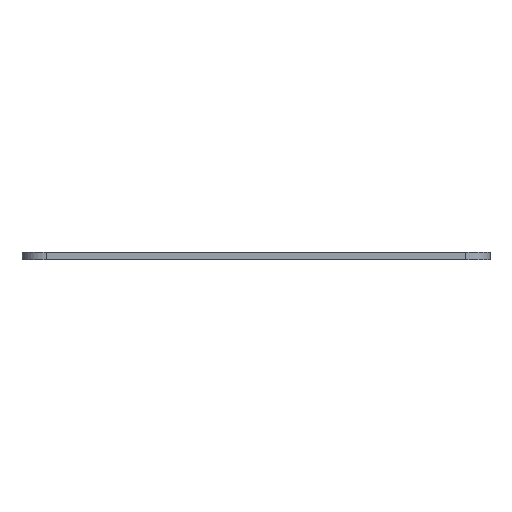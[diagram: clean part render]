
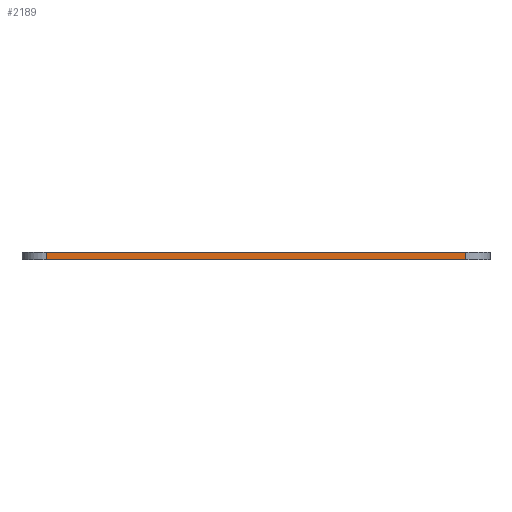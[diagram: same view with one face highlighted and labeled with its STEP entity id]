
A CAD part, front view. The second image highlights one B-rep face of the part: STEP entity #2189.
In plain terms, the highlighted planar face has unit normal (0, -1, 0).
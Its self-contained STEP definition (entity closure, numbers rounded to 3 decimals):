
#61=PLANE('',#2377);
#117=FACE_OUTER_BOUND('',#247,.T.);
#247=EDGE_LOOP('',(#1589,#1590,#1591,#1592));
#379=LINE('',#3247,#593);
#429=LINE('',#3461,#643);
#431=LINE('',#3465,#645);
#432=LINE('',#3466,#646);
#593=VECTOR('',#2567,10.);
#643=VECTOR('',#2733,10.);
#645=VECTOR('',#2737,10.);
#646=VECTOR('',#2738,10.);
#924=VERTEX_POINT('',#3244);
#925=VERTEX_POINT('',#3246);
#1031=VERTEX_POINT('',#3459);
#1032=VERTEX_POINT('',#3464);
#1146=EDGE_CURVE('',#924,#925,#379,.T.);
#1253=EDGE_CURVE('',#1031,#924,#429,.T.);
#1255=EDGE_CURVE('',#1032,#1031,#431,.T.);
#1256=EDGE_CURVE('',#925,#1032,#432,.T.);
#1589=ORIENTED_EDGE('',*,*,#1253,.F.);
#1590=ORIENTED_EDGE('',*,*,#1255,.F.);
#1591=ORIENTED_EDGE('',*,*,#1256,.F.);
#1592=ORIENTED_EDGE('',*,*,#1146,.F.);
#2189=ADVANCED_FACE('',(#117),#61,.T.);
#2377=AXIS2_PLACEMENT_3D('',#3463,#2735,#2736);
#2567=DIRECTION('',(-1.,0.,0.));
#2733=DIRECTION('',(0.,0.,-1.));
#2735=DIRECTION('center_axis',(0.,-1.,0.));
#2736=DIRECTION('ref_axis',(1.,0.,0.));
#2737=DIRECTION('',(1.,0.,0.));
#2738=DIRECTION('',(0.,0.,1.));
#3244=CARTESIAN_POINT('',(81.582,-67.65,0.));
#3246=CARTESIAN_POINT('',(-5.382,-67.65,0.));
#3247=CARTESIAN_POINT('',(86.582,-67.65,0.));
#3459=CARTESIAN_POINT('',(81.582,-67.65,1.5));
#3461=CARTESIAN_POINT('',(81.582,-67.65,0.));
#3463=CARTESIAN_POINT('Origin',(-10.382,-67.65,0.));
#3464=CARTESIAN_POINT('',(-5.382,-67.65,1.5));
#3465=CARTESIAN_POINT('',(86.582,-67.65,1.5));
#3466=CARTESIAN_POINT('',(-5.382,-67.65,0.));
